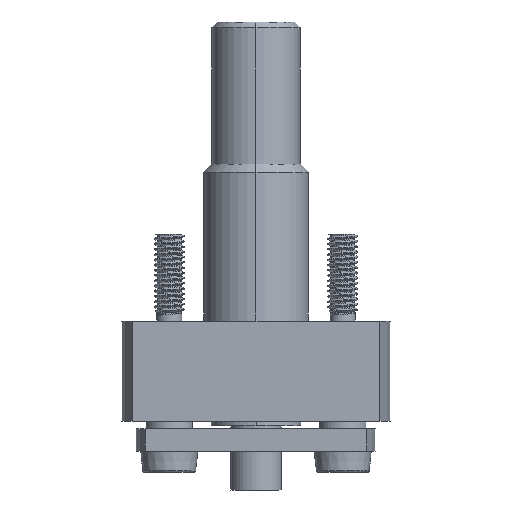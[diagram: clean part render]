
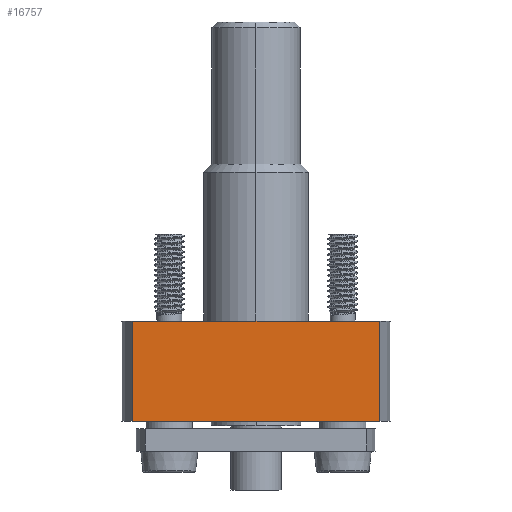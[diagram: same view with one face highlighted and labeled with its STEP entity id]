
A CAD part, front view. The second image highlights one B-rep face of the part: STEP entity #16757.
In plain terms, the highlighted planar face has unit normal (0, -1, 0).
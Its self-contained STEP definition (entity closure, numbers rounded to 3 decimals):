
#345 = DIRECTION ( 'NONE',  ( -1., 0., 0. ) ) ;
#380 = VERTEX_POINT ( 'NONE', #16216 ) ;
#383 = ORIENTED_EDGE ( 'NONE', *, *, #3217, .T. ) ;
#536 = CARTESIAN_POINT ( 'NONE',  ( -8.292, -3.5, 8.7 ) ) ;
#1507 = EDGE_CURVE ( 'Defeature ausgef�hrt2_6+Defeature ausgef�hrt2_1+Defeature ausgef�hrt2_4+Defeature ausgef�hrt2_0', #380, #5090, #8660, .T. ) ;
#1596 = LINE ( 'NONE', #1779, #11018 ) ;
#1773 = CARTESIAN_POINT ( 'NONE',  ( -8.292, -3.5, 1.7 ) ) ;
#1779 = CARTESIAN_POINT ( 'NONE',  ( 20.105, -3.5, 2. ) ) ;
#2032 = DIRECTION ( 'NONE',  ( 0., -1., 0. ) ) ;
#2528 = VECTOR ( 'NONE', #345, 1000. ) ;
#3217 = EDGE_CURVE ( 'Defeature ausgef�hrt2_6+Defeature ausgef�hrt2_5+Defeature ausgef�hrt2_0+Defeature ausgef�hrt2_2', #4806, #14689, #14431, .T. ) ;
#3415 = LINE ( 'NONE', #5911, #8325 ) ;
#4536 = DIRECTION ( 'NONE',  ( 0., 0., 1. ) ) ;
#4739 = CARTESIAN_POINT ( 'NONE',  ( 0., -3.5, 8.7 ) ) ;
#4806 = VERTEX_POINT ( 'NONE', #536 ) ;
#5090 = VERTEX_POINT ( 'NONE', #4739 ) ;
#5167 = DIRECTION ( 'NONE',  ( -1., 0., 0. ) ) ;
#5171 = DIRECTION ( 'NONE',  ( 0., 0., 1. ) ) ;
#5653 = EDGE_CURVE ( 'Defeature ausgef�hrt2_6+Defeature ausgef�hrt2_4+Defeature ausgef�hrt2_2+Defeature ausgef�hrt2_1', #14254, #380, #3415, .T. ) ;
#5711 = ORIENTED_EDGE ( 'NONE', *, *, #6769, .T. ) ;
#5911 = CARTESIAN_POINT ( 'NONE',  ( 8.292, -3.5, 1.7 ) ) ;
#6331 = CARTESIAN_POINT ( 'NONE',  ( -8.292, -3.5, 2. ) ) ;
#6769 = EDGE_CURVE ( 'Defeature ausgef�hrt2_6+Defeature ausgef�hrt2_0+Defeature ausgef�hrt2_1+Defeature ausgef�hrt2_5', #5090, #4806, #8035, .T. ) ;
#7440 = DIRECTION ( 'NONE',  ( 1., 0., 0. ) ) ;
#8035 = LINE ( 'NONE', #10983, #12379 ) ;
#8108 = ORIENTED_EDGE ( 'NONE', *, *, #15029, .T. ) ;
#8325 = VECTOR ( 'NONE', #4536, 1000. ) ;
#8660 = LINE ( 'NONE', #11611, #2528 ) ;
#8731 = DIRECTION ( 'NONE',  ( 0., 0., -1. ) ) ;
#9828 = ORIENTED_EDGE ( 'NONE', *, *, #5653, .T. ) ;
#9965 = VECTOR ( 'NONE', #8731, 1000. ) ;
#10501 = AXIS2_PLACEMENT_3D ( 'NONE', #17799, #2032, #5171 ) ;
#10983 = CARTESIAN_POINT ( 'NONE',  ( -3.5, -3.5, 8.7 ) ) ;
#11018 = VECTOR ( 'NONE', #7440, 1000. ) ;
#11611 = CARTESIAN_POINT ( 'NONE',  ( -3.5, -3.5, 8.7 ) ) ;
#12191 = PLANE ( 'NONE',  #10501 ) ;
#12379 = VECTOR ( 'NONE', #5167, 1000. ) ;
#14254 = VERTEX_POINT ( 'NONE', #15793 ) ;
#14327 = EDGE_LOOP ( 'NONE', ( #383, #8108, #9828, #15443, #5711 ) ) ;
#14431 = LINE ( 'NONE', #1773, #9965 ) ;
#14689 = VERTEX_POINT ( 'NONE', #6331 ) ;
#15029 = EDGE_CURVE ( 'Defeature ausgef�hrt2_6+Defeature ausgef�hrt2_2+Defeature ausgef�hrt2_5+Defeature ausgef�hrt2_4', #14689, #14254, #1596, .T. ) ;
#15443 = ORIENTED_EDGE ( 'NONE', *, *, #1507, .T. ) ;
#15793 = CARTESIAN_POINT ( 'NONE',  ( 8.292, -3.5, 2. ) ) ;
#16074 = FACE_OUTER_BOUND ( 'NONE', #14327, .T. ) ;
#16216 = CARTESIAN_POINT ( 'NONE',  ( 8.292, -3.5, 8.7 ) ) ;
#16757 = ADVANCED_FACE ( 'Defeature ausgef�hrt2_6', ( #16074 ), #12191, .T. ) ;
#17799 = CARTESIAN_POINT ( 'NONE',  ( 20.105, -3.5, 1.7 ) ) ;
